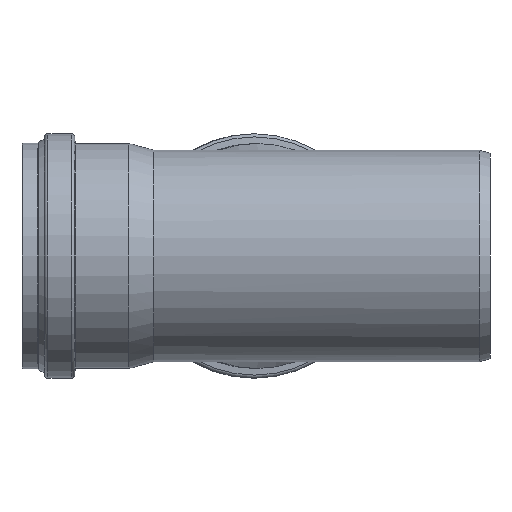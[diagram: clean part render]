
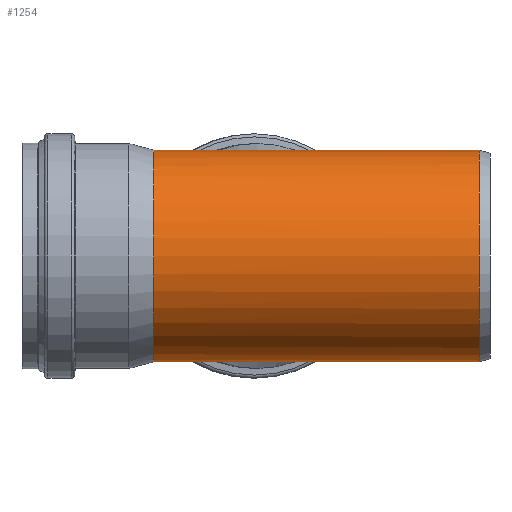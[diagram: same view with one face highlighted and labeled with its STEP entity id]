
A CAD part, left-side view. The second image highlights one B-rep face of the part: STEP entity #1254.
In plain terms, the highlighted cylindrical face has radius 125.15 mm (diameter 250.3 mm), a full revolution.
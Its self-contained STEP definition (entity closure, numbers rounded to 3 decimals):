
#74=LINE('',#2468,#114);
#114=VECTOR('',#1600,125.15);
#154=CIRCLE('',#1358,125.15);
#155=CIRCLE('',#1359,125.15);
#299=CYLINDRICAL_SURFACE('',#1357,125.15);
#317=ELLIPSE('',#1349,183.257,125.15);
#320=ELLIPSE('',#1352,183.257,125.15);
#323=ELLIPSE('',#1355,175.249,125.15);
#324=ELLIPSE('',#1356,175.249,125.15);
#333=FACE_OUTER_BOUND('',#409,.T.);
#409=EDGE_LOOP('',(#851,#852,#853,#854,#855,#856,#857,#858,#859,#860));
#488=B_SPLINE_CURVE_WITH_KNOTS('',3,(#2129,#2130,#2131,#2132,#2133,#2134,
#2135,#2136,#2137,#2138,#2139,#2140),.UNSPECIFIED.,.F.,.F.,(4,2,2,2,2,4),
(3.48,3.485,3.511,3.548,3.622,
3.976),.UNSPECIFIED.);
#492=B_SPLINE_CURVE_WITH_KNOTS('',3,(#2266,#2267,#2268,#2269,#2270,#2271,
#2272,#2273,#2274,#2275,#2276,#2277),.UNSPECIFIED.,.F.,.F.,(4,2,2,2,2,4),
(0.,0.11,0.147,0.163,0.174,
0.175),.UNSPECIFIED.);
#495=VERTEX_POINT('',#2115);
#497=VERTEX_POINT('',#2122);
#498=VERTEX_POINT('',#2128);
#501=VERTEX_POINT('',#2207);
#502=VERTEX_POINT('',#2323);
#503=VERTEX_POINT('',#2366);
#505=VERTEX_POINT('',#2462);
#506=VERTEX_POINT('',#2467);
#630=EDGE_CURVE('',#498,#497,#488,.T.);
#634=EDGE_CURVE('',#495,#501,#492,.T.);
#635=EDGE_CURVE('',#498,#502,#317,.T.);
#638=EDGE_CURVE('',#503,#501,#320,.T.);
#641=EDGE_CURVE('',#502,#505,#323,.T.);
#642=EDGE_CURVE('',#505,#503,#324,.T.);
#643=EDGE_CURVE('',#495,#497,#154,.T.);
#644=EDGE_CURVE('',#505,#506,#74,.T.);
#645=EDGE_CURVE('',#506,#506,#155,.T.);
#851=ORIENTED_EDGE('',*,*,#630,.T.);
#852=ORIENTED_EDGE('',*,*,#643,.F.);
#853=ORIENTED_EDGE('',*,*,#634,.T.);
#854=ORIENTED_EDGE('',*,*,#638,.F.);
#855=ORIENTED_EDGE('',*,*,#642,.F.);
#856=ORIENTED_EDGE('',*,*,#644,.T.);
#857=ORIENTED_EDGE('',*,*,#645,.T.);
#858=ORIENTED_EDGE('',*,*,#644,.F.);
#859=ORIENTED_EDGE('',*,*,#641,.F.);
#860=ORIENTED_EDGE('',*,*,#635,.F.);
#1254=ADVANCED_FACE('',(#333),#299,.T.);
#1349=AXIS2_PLACEMENT_3D('',#2324,#1580,#1581);
#1352=AXIS2_PLACEMENT_3D('',#2368,#1586,#1587);
#1355=AXIS2_PLACEMENT_3D('',#2463,#1592,#1593);
#1356=AXIS2_PLACEMENT_3D('',#2464,#1594,#1595);
#1357=AXIS2_PLACEMENT_3D('',#2465,#1596,#1597);
#1358=AXIS2_PLACEMENT_3D('',#2466,#1598,#1599);
#1359=AXIS2_PLACEMENT_3D('',#2469,#1601,#1602);
#1580=DIRECTION('center_axis',(0.73,-0.683,0.));
#1581=DIRECTION('ref_axis',(0.683,0.73,0.));
#1586=DIRECTION('center_axis',(0.73,-0.683,0.));
#1587=DIRECTION('ref_axis',(0.683,0.73,0.));
#1592=DIRECTION('center_axis',(0.7,0.714,0.));
#1593=DIRECTION('ref_axis',(0.714,-0.7,0.));
#1594=DIRECTION('center_axis',(0.7,0.714,0.));
#1595=DIRECTION('ref_axis',(0.714,-0.7,0.));
#1596=DIRECTION('center_axis',(0.,1.,0.));
#1597=DIRECTION('ref_axis',(-1.,0.,0.));
#1598=DIRECTION('center_axis',(0.,1.,0.));
#1599=DIRECTION('ref_axis',(1.,0.,0.));
#1600=DIRECTION('',(0.,-1.,0.));
#1601=DIRECTION('center_axis',(0.,1.,0.));
#1602=DIRECTION('ref_axis',(1.,0.,0.));
#2115=CARTESIAN_POINT('',(121.339,397.569,-30.65));
#2122=CARTESIAN_POINT('',(121.339,397.569,30.65));
#2128=CARTESIAN_POINT('',(121.719,397.197,29.105));
#2129=CARTESIAN_POINT('Ctrl Pts',(121.719,397.197,29.105));
#2130=CARTESIAN_POINT('Ctrl Pts',(121.718,397.201,29.106));
#2131=CARTESIAN_POINT('Ctrl Pts',(121.718,397.206,29.107));
#2132=CARTESIAN_POINT('Ctrl Pts',(121.716,397.235,29.116));
#2133=CARTESIAN_POINT('Ctrl Pts',(121.713,397.258,29.129));
#2134=CARTESIAN_POINT('Ctrl Pts',(121.704,397.308,29.167));
#2135=CARTESIAN_POINT('Ctrl Pts',(121.697,397.332,29.196));
#2136=CARTESIAN_POINT('Ctrl Pts',(121.675,397.393,29.286));
#2137=CARTESIAN_POINT('Ctrl Pts',(121.657,397.422,29.36));
#2138=CARTESIAN_POINT('Ctrl Pts',(121.562,397.548,29.756));
#2139=CARTESIAN_POINT('Ctrl Pts',(121.437,397.569,30.263));
#2140=CARTESIAN_POINT('Ctrl Pts',(121.339,397.569,30.65));
#2207=CARTESIAN_POINT('',(121.719,397.197,-29.105));
#2266=CARTESIAN_POINT('Ctrl Pts',(121.339,397.569,-30.65));
#2267=CARTESIAN_POINT('Ctrl Pts',(121.428,397.569,-30.296));
#2268=CARTESIAN_POINT('Ctrl Pts',(121.535,397.552,-29.865));
#2269=CARTESIAN_POINT('Ctrl Pts',(121.638,397.451,-29.44));
#2270=CARTESIAN_POINT('Ctrl Pts',(121.664,397.416,-29.331));
#2271=CARTESIAN_POINT('Ctrl Pts',(121.693,397.344,-29.211));
#2272=CARTESIAN_POINT('Ctrl Pts',(121.702,397.316,-29.175));
#2273=CARTESIAN_POINT('Ctrl Pts',(121.713,397.26,-29.13));
#2274=CARTESIAN_POINT('Ctrl Pts',(121.716,397.235,-29.116));
#2275=CARTESIAN_POINT('Ctrl Pts',(121.718,397.204,-29.107));
#2276=CARTESIAN_POINT('Ctrl Pts',(121.718,397.2,-29.106));
#2277=CARTESIAN_POINT('Ctrl Pts',(121.719,397.197,-29.105));
#2323=CARTESIAN_POINT('',(0.,267.,125.15));
#2324=CARTESIAN_POINT('Origin',(0.,267.,0.));
#2366=CARTESIAN_POINT('',(0.,267.,-125.15));
#2368=CARTESIAN_POINT('Origin',(0.,267.,0.));
#2462=CARTESIAN_POINT('',(125.15,144.323,0.));
#2463=CARTESIAN_POINT('Origin',(0.,267.,0.));
#2464=CARTESIAN_POINT('Origin',(0.,267.,0.));
#2465=CARTESIAN_POINT('Origin',(0.,205.284,0.));
#2466=CARTESIAN_POINT('Origin',(0.,397.569,0.));
#2467=CARTESIAN_POINT('',(125.15,13.,0.));
#2468=CARTESIAN_POINT('',(125.15,205.284,0.));
#2469=CARTESIAN_POINT('Origin',(0.,13.,0.));
